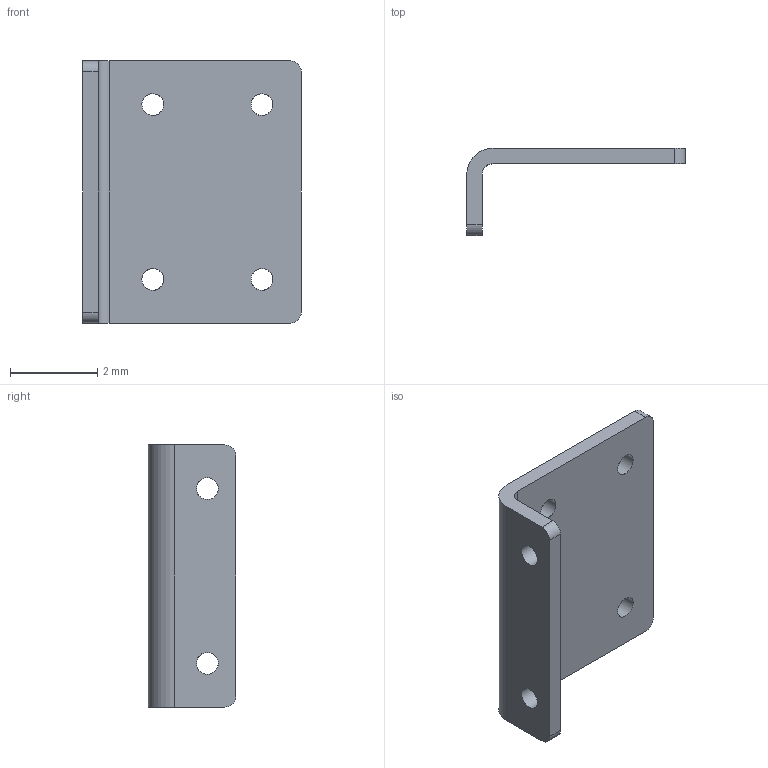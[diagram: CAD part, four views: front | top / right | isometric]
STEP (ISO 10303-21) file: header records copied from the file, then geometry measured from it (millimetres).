
FILE_DESCRIPTION((('zoo.dev export')), '2;1');
FILE_NAME('dump.step', '2021-01-01T00:00:00+00:00', ('Author unknown'), ('Organization unknown'), 'zoo.dev beta', 'zoo.dev', 'Authorization unknown');
FILE_SCHEMA(('AP203_CONFIGURATION_CONTROLLED_3D_DESIGN_OF_MECHANICAL_PARTS_AND_ASSEMBLIES_MIM_LF'));
Length unit declared in the file: metre
Products named in the file (1): UNIDENTIFIED_PRODUCT
Bounding box: 5 x 2 x 6 mm (x, y, z)
Volume: 13.1 mm3; surface area: 87.4 mm2
Topology: 1 solids, 1 shells, 20 faces, 54 edges, 36 vertices
Faces by surface type: cylinder 12, plane 8
Full cylindrical faces by diameter (mm): 0.5 x6
Entity records: 1031 total; most frequent: CARTESIAN_POINT 498, DIRECTION 98, ORIENTED_EDGE 96, EDGE_CURVE 54, AXIS2_PLACEMENT_3D 38, EDGE_LOOP 38, FACE_BOUND 38, VERTEX_POINT 36
